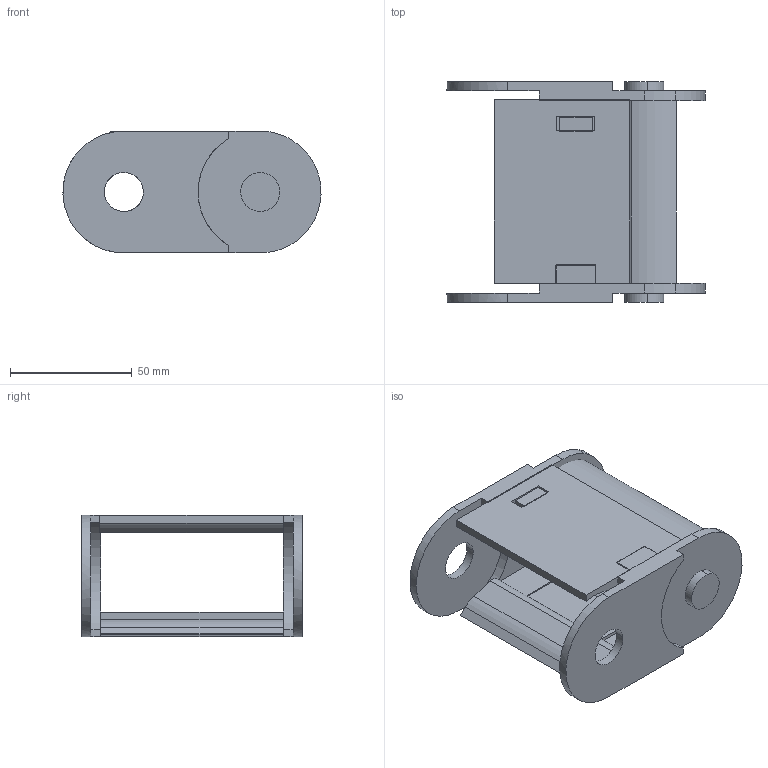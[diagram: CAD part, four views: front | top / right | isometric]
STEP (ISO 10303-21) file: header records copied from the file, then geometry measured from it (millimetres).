
FILE_DESCRIPTION(/* description */ (''),/* implementation_level */ '2;1');
FILE_NAME(/* name */ 'ELOFT7~1',/* time_stamp */ '2022-09-12T10:27:27-03:00',/* author */ (''),/* organization */ (''),/* preprocessor_version */ 'ST-DEVELOPER v15',/* originating_system */ '',/* authorisation */ '');
FILE_SCHEMA (('AUTOMOTIVE_DESIGN'));
Length unit declared in the file: centimetre
Products named in the file (1): Document
Bounding box: 105.96 x 90.58 x 50.01 mm (x, y, z)
Volume: 95243 mm3; surface area: 47865 mm2
Topology: 4 solids, 4 shells, 125 faces, 325 edges, 216 vertices
Faces by surface type: plane 95, bspline 30
Entity records: 3552 total; most frequent: CARTESIAN_POINT 1366, ORIENTED_EDGE 650, EDGE_CURVE 325, B_SPLINE_CURVE_WITH_KNOTS 232, VERTEX_POINT 216, EDGE_LOOP 143, ADVANCED_FACE 125, FACE_OUTER_BOUND 125
